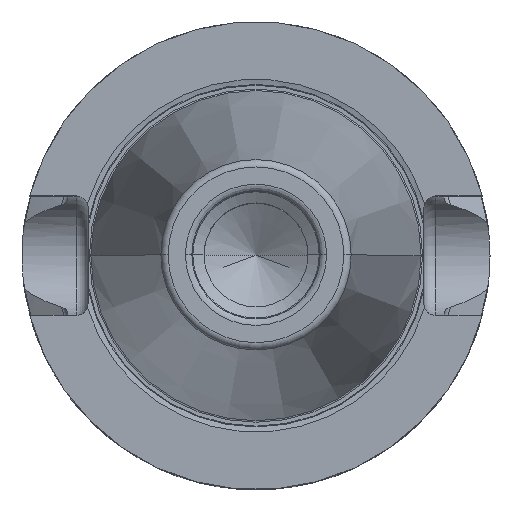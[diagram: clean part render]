
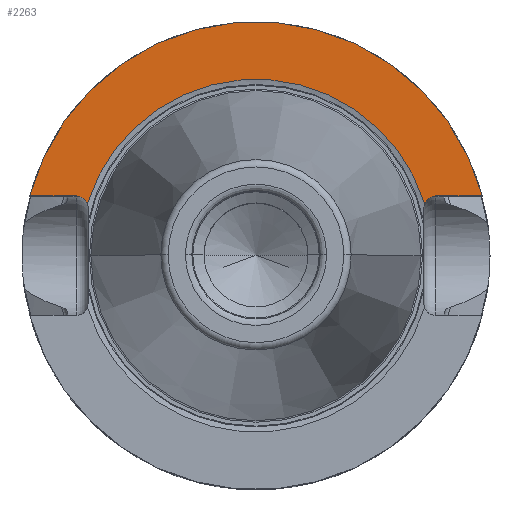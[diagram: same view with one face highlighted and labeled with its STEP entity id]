
A CAD part, top view. The second image highlights one B-rep face of the part: STEP entity #2263.
In plain terms, the highlighted planar face has unit normal (0, 0, 1).
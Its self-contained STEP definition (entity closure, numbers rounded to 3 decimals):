
#346=CARTESIAN_POINT('',(0.,0.,-2.));
#347=DIRECTION('',(0.,0.,1.));
#348=DIRECTION('',(0.967,0.256,0.));
#349=AXIS2_PLACEMENT_3D('',#346,#347,#348);
#464=DIRECTION('',(-1.,0.,0.));
#465=VECTOR('',#464,6.254);
#466=CARTESIAN_POINT('',(30.454,8.05,-2.));
#467=LINE('',#466,#465);
#471=CARTESIAN_POINT('',(0.,0.,-2.));
#472=DIRECTION('',(0.,0.,1.));
#473=DIRECTION('',(0.956,0.294,0.));
#474=AXIS2_PLACEMENT_3D('',#471,#472,#473);
#479=DIRECTION('',(1.,0.,0.));
#480=VECTOR('',#479,6.254);
#481=CARTESIAN_POINT('',(-30.454,8.05,-2.));
#482=LINE('',#481,#480);
#539=CARTESIAN_POINT('',(24.2,6.45,-2.));
#540=DIRECTION('',(0.,0.,-1.));
#541=DIRECTION('',(-0.941,0.337,0.));
#542=AXIS2_PLACEMENT_3D('',#539,#540,#541);
#1219=CARTESIAN_POINT('',(-24.2,6.45,-2.));
#1220=DIRECTION('',(0.,0.,-1.));
#1221=DIRECTION('',(0.,1.,0.));
#1222=AXIS2_PLACEMENT_3D('',#1219,#1220,#1221);
#1696=CARTESIAN_POINT('',(-24.2,8.05,-2.));
#1697=CARTESIAN_POINT('',(-22.694,6.989,-2.));
#1698=VERTEX_POINT('',#1696);
#1699=VERTEX_POINT('',#1697);
#1704=CARTESIAN_POINT('',(22.694,6.989,-2.));
#1705=CARTESIAN_POINT('',(24.2,8.05,-2.));
#1706=VERTEX_POINT('',#1704);
#1707=VERTEX_POINT('',#1705);
#1746=CARTESIAN_POINT('',(-30.454,8.05,-2.));
#1748=VERTEX_POINT('',#1746);
#1773=CARTESIAN_POINT('',(30.454,8.05,-2.));
#1775=VERTEX_POINT('',#1773);
#2245=CARTESIAN_POINT('',(0.,0.,-2.));
#2246=DIRECTION('',(0.,0.,-1.));
#2247=DIRECTION('',(-1.,0.,0.));
#2248=AXIS2_PLACEMENT_3D('',#2245,#2246,#2247);
#2249=PLANE('',#2248);
#2251=ORIENTED_EDGE('',*,*,#2250,.T.);
#2253=ORIENTED_EDGE('',*,*,#2252,.F.);
#2255=ORIENTED_EDGE('',*,*,#2254,.T.);
#2257=ORIENTED_EDGE('',*,*,#2256,.F.);
#2259=ORIENTED_EDGE('',*,*,#2258,.F.);
#2260=ORIENTED_EDGE('',*,*,#2183,.F.);
#2261=EDGE_LOOP('',(#2251,#2253,#2255,#2257,#2259,#2260));
#2262=FACE_OUTER_BOUND('',#2261,.F.);
#350=CIRCLE('',#349,31.5);
#475=CIRCLE('',#474,23.746);
#543=CIRCLE('',#542,1.6);
#1223=CIRCLE('',#1222,1.6);
#2183=EDGE_CURVE('',#1775,#1748,#350,.T.);
#2250=EDGE_CURVE('',#1775,#1707,#467,.T.);
#2252=EDGE_CURVE('',#1706,#1707,#543,.T.);
#2254=EDGE_CURVE('',#1706,#1699,#475,.T.);
#2256=EDGE_CURVE('',#1698,#1699,#1223,.T.);
#2258=EDGE_CURVE('',#1748,#1698,#482,.T.);
#2263=ADVANCED_FACE('',(#2262),#2249,.F.);
